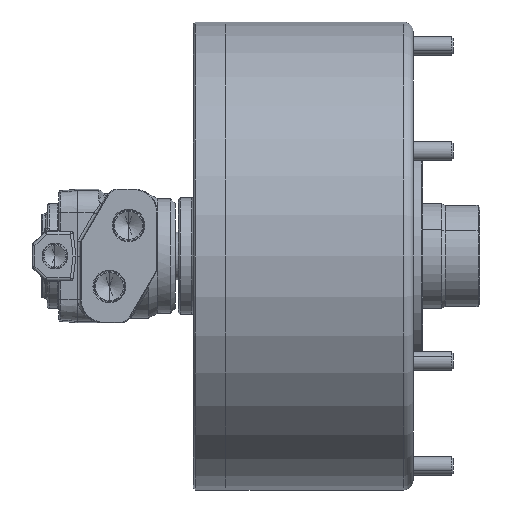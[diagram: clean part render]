
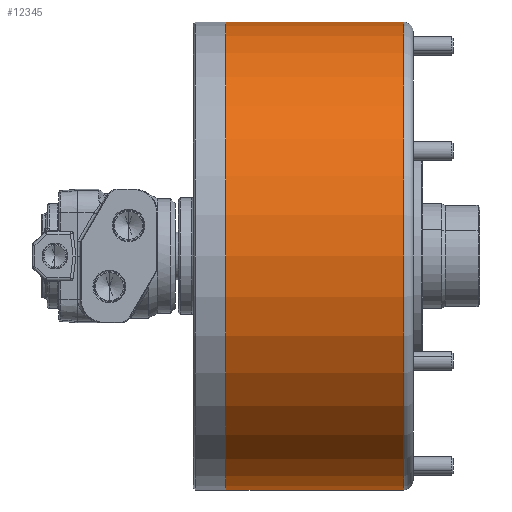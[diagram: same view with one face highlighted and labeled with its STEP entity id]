
A CAD part, front view. The second image highlights one B-rep face of the part: STEP entity #12345.
In plain terms, the highlighted cylindrical face has radius 122.5 mm (diameter 245 mm), a partial arc.
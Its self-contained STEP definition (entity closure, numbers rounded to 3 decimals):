
#246 = ORIENTED_EDGE ( 'NONE', *, *, #16276, .T. ) ;
#594 = VERTEX_POINT ( 'NONE', #11334 ) ;
#1287 = CARTESIAN_POINT ( 'NONE',  ( 93., 0., 0. ) ) ;
#1884 = DIRECTION ( 'NONE',  ( -1., 0., 0. ) ) ;
#2524 = CARTESIAN_POINT ( 'NONE',  ( 0., 0., -122.5 ) ) ;
#2606 = CARTESIAN_POINT ( 'NONE',  ( 93., 0., 122.5 ) ) ;
#2734 = CIRCLE ( 'NONE', #9677, 122.5 ) ;
#2813 = CYLINDRICAL_SURFACE ( 'NONE', #4755, 122.5 ) ;
#2821 = ORIENTED_EDGE ( 'NONE', *, *, #5761, .F. ) ;
#3017 = CARTESIAN_POINT ( 'NONE',  ( 0., 0., 122.5 ) ) ;
#4426 = EDGE_LOOP ( 'NONE', ( #13339, #246, #12311, #2821 ) ) ;
#4729 = CARTESIAN_POINT ( 'NONE',  ( 0., 0., -122.5 ) ) ;
#4755 = AXIS2_PLACEMENT_3D ( 'NONE', #5123, #14329, #6436 ) ;
#5123 = CARTESIAN_POINT ( 'NONE',  ( 0., 0., 0. ) ) ;
#5325 = DIRECTION ( 'NONE',  ( -1., 0., 0. ) ) ;
#5391 = EDGE_CURVE ( 'NONE', #10911, #9252, #5471, .T. ) ;
#5471 = LINE ( 'NONE', #8836, #11448 ) ;
#5761 = EDGE_CURVE ( 'NONE', #12232, #9252, #2734, .T. ) ;
#6436 = DIRECTION ( 'NONE',  ( 0., 0., 1. ) ) ;
#7267 = CIRCLE ( 'NONE', #13537, 122.5 ) ;
#7579 = FACE_OUTER_BOUND ( 'NONE', #4426, .T. ) ;
#8836 = CARTESIAN_POINT ( 'NONE',  ( 0., 0., 122.5 ) ) ;
#9252 = VERTEX_POINT ( 'NONE', #3017 ) ;
#9369 = LINE ( 'NONE', #2524, #10623 ) ;
#9677 = AXIS2_PLACEMENT_3D ( 'NONE', #14959, #1884, #15133 ) ;
#10417 = DIRECTION ( 'NONE',  ( -1., 0., 0. ) ) ;
#10623 = VECTOR ( 'NONE', #5325, 1000. ) ;
#10911 = VERTEX_POINT ( 'NONE', #2606 ) ;
#11334 = CARTESIAN_POINT ( 'NONE',  ( 93., 0., -122.5 ) ) ;
#11448 = VECTOR ( 'NONE', #11514, 1000. ) ;
#11514 = DIRECTION ( 'NONE',  ( -1., 0., 0. ) ) ;
#11603 = DIRECTION ( 'NONE',  ( 0., 0., 1. ) ) ;
#12232 = VERTEX_POINT ( 'NONE', #4729 ) ;
#12311 = ORIENTED_EDGE ( 'NONE', *, *, #5391, .T. ) ;
#12345 = ADVANCED_FACE ( 'NONE', ( #7579 ), #2813, .T. ) ;
#13339 = ORIENTED_EDGE ( 'NONE', *, *, #13416, .F. ) ;
#13416 = EDGE_CURVE ( 'NONE', #594, #12232, #9369, .T. ) ;
#13537 = AXIS2_PLACEMENT_3D ( 'NONE', #1287, #10417, #11603 ) ;
#14329 = DIRECTION ( 'NONE',  ( -1., 0., 0. ) ) ;
#14959 = CARTESIAN_POINT ( 'NONE',  ( 0., 0., 0. ) ) ;
#15133 = DIRECTION ( 'NONE',  ( 0., 0., 1. ) ) ;
#16276 = EDGE_CURVE ( 'NONE', #594, #10911, #7267, .T. ) ;
